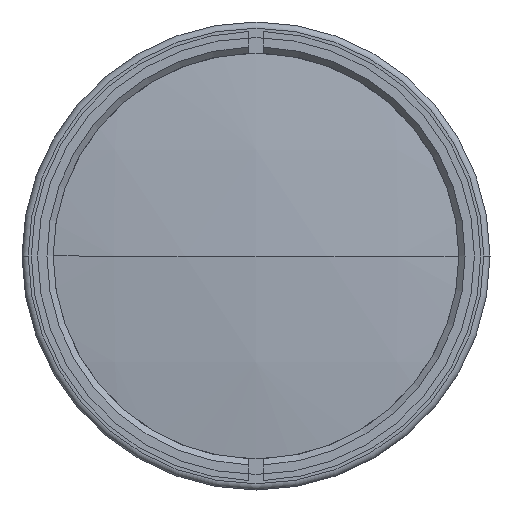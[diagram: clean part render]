
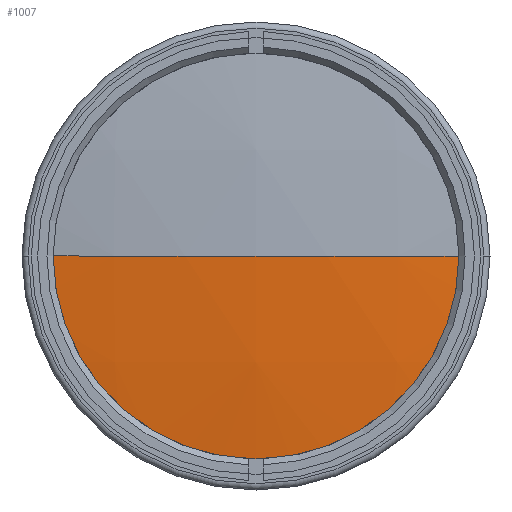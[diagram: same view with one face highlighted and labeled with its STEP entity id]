
A CAD part, left-side view. The second image highlights one B-rep face of the part: STEP entity #1007.
In plain terms, the highlighted spherical face has radius 252 mm.
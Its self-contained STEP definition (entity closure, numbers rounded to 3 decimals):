
#130 = CARTESIAN_POINT ( 'NONE',  ( -139.409, 0., 0. ) ) ;
#139 = VERTEX_POINT ( 'NONE', #1743 ) ;
#142 = AXIS2_PLACEMENT_3D ( 'NONE', #130, #1074, #1997 ) ;
#144 = CARTESIAN_POINT ( 'NONE',  ( 110.287, 0., 0. ) ) ;
#183 = VERTEX_POINT ( 'NONE', #615 ) ;
#230 = EDGE_LOOP ( 'NONE', ( #1593, #2311, #2228 ) ) ;
#397 = CARTESIAN_POINT ( 'NONE',  ( 110.287, 0., 0. ) ) ;
#400 = DIRECTION ( 'NONE',  ( 0., -1., 0. ) ) ;
#411 = FACE_OUTER_BOUND ( 'NONE', #230, .T. ) ;
#484 = AXIS2_PLACEMENT_3D ( 'NONE', #144, #1784, #400 ) ;
#556 = EDGE_CURVE ( 'NONE', #1498, #139, #2178, .T. ) ;
#615 = CARTESIAN_POINT ( 'NONE',  ( -139.409, -34., 0. ) ) ;
#874 = CIRCLE ( 'NONE', #142, 34. ) ;
#893 = EDGE_CURVE ( 'NONE', #183, #139, #2967, .T. ) ;
#1007 = ADVANCED_FACE ( 'NONE', ( #411 ), #1342, .T. ) ;
#1074 = DIRECTION ( 'NONE',  ( -1., 0., 0. ) ) ;
#1217 = DIRECTION ( 'NONE',  ( 0., 1., 0. ) ) ;
#1259 = AXIS2_PLACEMENT_3D ( 'NONE', #2392, #2410, #1217 ) ;
#1342 = SPHERICAL_SURFACE ( 'NONE', #2875, 252. ) ;
#1498 = VERTEX_POINT ( 'NONE', #1575 ) ;
#1575 = CARTESIAN_POINT ( 'NONE',  ( -139.409, 34., 0. ) ) ;
#1593 = ORIENTED_EDGE ( 'NONE', *, *, #2198, .T. ) ;
#1743 = CARTESIAN_POINT ( 'NONE',  ( -141.713, 0., 0. ) ) ;
#1784 = DIRECTION ( 'NONE',  ( 0., 0., 1. ) ) ;
#1997 = DIRECTION ( 'NONE',  ( 0., 0., 1. ) ) ;
#2034 = DIRECTION ( 'NONE',  ( 0., 1., 0. ) ) ;
#2178 = CIRCLE ( 'NONE', #484, 252. ) ;
#2198 = EDGE_CURVE ( 'NONE', #1498, #183, #874, .T. ) ;
#2228 = ORIENTED_EDGE ( 'NONE', *, *, #556, .F. ) ;
#2261 = DIRECTION ( 'NONE',  ( 0., 0., -1. ) ) ;
#2311 = ORIENTED_EDGE ( 'NONE', *, *, #893, .T. ) ;
#2392 = CARTESIAN_POINT ( 'NONE',  ( 110.287, 0., 0. ) ) ;
#2410 = DIRECTION ( 'NONE',  ( 0., 0., -1. ) ) ;
#2875 = AXIS2_PLACEMENT_3D ( 'NONE', #397, #2261, #2034 ) ;
#2967 = CIRCLE ( 'NONE', #1259, 252. ) ;
